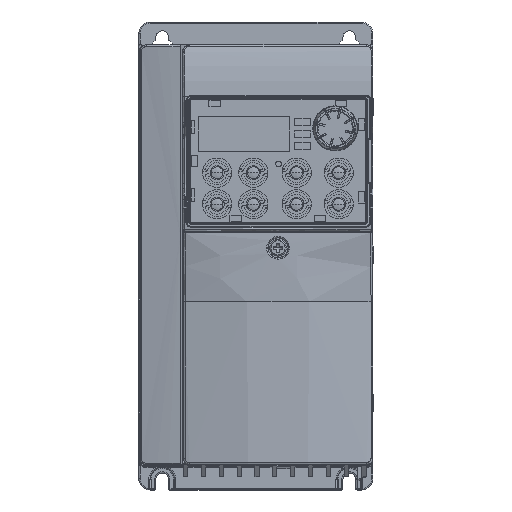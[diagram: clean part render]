
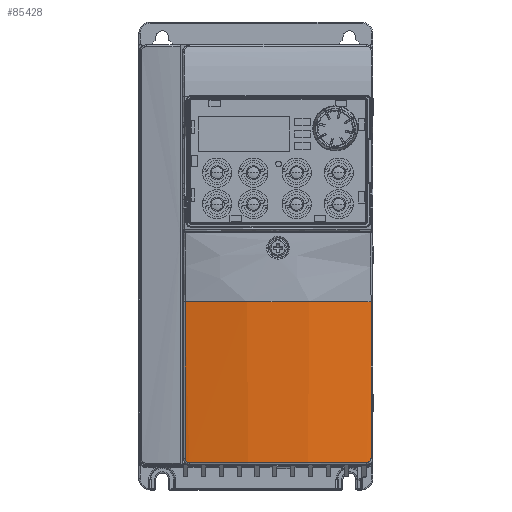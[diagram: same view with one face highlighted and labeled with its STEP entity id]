
A CAD part, top view. The second image highlights one B-rep face of the part: STEP entity #85428.
In plain terms, the highlighted cylindrical face has radius 168.556 mm (diameter 337.112 mm), a partial arc.
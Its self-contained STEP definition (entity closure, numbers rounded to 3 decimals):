
#2296 = AXIS2_PLACEMENT_3D ( 'NONE', #112095, #94731, #27169 ) ;
#3580 = CARTESIAN_POINT ( 'NONE',  ( -30.236, 13.25, 135.374 ) ) ;
#4298 = EDGE_LOOP ( 'NONE', ( #81302, #205935, #7233, #104271, #157748, #175577 ) ) ;
#7233 = ORIENTED_EDGE ( 'NONE', *, *, #111509, .F. ) ;
#11731 = CARTESIAN_POINT ( 'NONE',  ( 49.021, 12.371, 135.426 ) ) ;
#22092 = CARTESIAN_POINT ( 'NONE',  ( -30.236, 13.25, 135.374 ) ) ;
#26726 = LINE ( 'NONE', #81154, #183477 ) ;
#27169 = DIRECTION ( 'NONE',  ( 1., 0., 0. ) ) ;
#28094 = CARTESIAN_POINT ( 'NONE',  ( 48.369, 11.718, 135.582 ) ) ;
#30225 = CARTESIAN_POINT ( 'NONE',  ( 47.934, 11.54, 135.685 ) ) ;
#32353 = EDGE_CURVE ( 'NONE', #202911, #192011, #214664, .T. ) ;
#42078 = B_SPLINE_CURVE_WITH_KNOTS ( 'NONE', 3,
 ( #141915, #46986, #126629, #113443, #109173, #59082, #77566, #196377, #111313, #127698 ),
 .UNSPECIFIED., .F., .F.,
 ( 4, 2, 2, 2, 4 ),
 ( 0., 0.25, 0.5, 0.75, 1. ),
 .UNSPECIFIED. ) ;
#45266 = CARTESIAN_POINT ( 'NONE',  ( -28.475, 11.5, 135.791 ) ) ;
#45370 = EDGE_CURVE ( 'NONE', #148794, #111632, #80710, .T. ) ;
#46986 = CARTESIAN_POINT ( 'NONE',  ( 42.739, 80.25, 136.95 ) ) ;
#47366 = DIRECTION ( 'NONE',  ( 0., -1., 0. ) ) ;
#50521 = CARTESIAN_POINT ( 'NONE',  ( -29.369, 11.718, 135.582 ) ) ;
#53825 = VERTEX_POINT ( 'NONE', #202017 ) ;
#59082 = CARTESIAN_POINT ( 'NONE',  ( 2.814, 80.25, 140.125 ) ) ;
#61525 = EDGE_CURVE ( 'NONE', #53825, #111632, #42078, .T. ) ;
#64373 = DIRECTION ( 'NONE',  ( 0., 1., 0. ) ) ;
#66523 = CARTESIAN_POINT ( 'NONE',  ( -30.236, 13.25, 135.374 ) ) ;
#73204 = VERTEX_POINT ( 'NONE', #215604 ) ;
#77566 = CARTESIAN_POINT ( 'NONE',  ( -3.871, 80.25, 139.727 ) ) ;
#80710 = LINE ( 'NONE', #66523, #99306 ) ;
#81154 = CARTESIAN_POINT ( 'NONE',  ( 49.236, 80.25, 135.374 ) ) ;
#81302 = ORIENTED_EDGE ( 'NONE', *, *, #170533, .F. ) ;
#85372 = CARTESIAN_POINT ( 'NONE',  ( -28.933, 11.54, 135.685 ) ) ;
#85428 = ADVANCED_FACE ( 'NONE', ( #95790 ), #126368, .T. ) ;
#94731 = DIRECTION ( 'NONE',  ( 0., -1., 0. ) ) ;
#95658 = CARTESIAN_POINT ( 'NONE',  ( 49.236, 13.25, 135.374 ) ) ;
#95790 = FACE_OUTER_BOUND ( 'NONE', #4298, .T. ) ;
#99306 = VECTOR ( 'NONE', #64373, 1000. ) ;
#100672 = CARTESIAN_POINT ( 'NONE',  ( -28.632, 11.5, 135.755 ) ) ;
#104271 = ORIENTED_EDGE ( 'NONE', *, *, #177518, .F. ) ;
#109173 = CARTESIAN_POINT ( 'NONE',  ( 16.186, 80.25, 140.125 ) ) ;
#110918 = CARTESIAN_POINT ( 'NONE',  ( 47.632, 11.5, 135.755 ) ) ;
#111313 = CARTESIAN_POINT ( 'NONE',  ( -23.739, 80.25, 136.95 ) ) ;
#111509 = EDGE_CURVE ( 'NONE', #73204, #202911, #151549, .T. ) ;
#111632 = VERTEX_POINT ( 'NONE', #117363 ) ;
#112095 = CARTESIAN_POINT ( 'NONE',  ( 9.5, 10.25, -28.431 ) ) ;
#113443 = CARTESIAN_POINT ( 'NONE',  ( 22.871, 80.25, 139.727 ) ) ;
#114121 = CARTESIAN_POINT ( 'NONE',  ( 49.197, 12.8, 135.384 ) ) ;
#117363 = CARTESIAN_POINT ( 'NONE',  ( -30.236, 80.25, 135.374 ) ) ;
#120293 = B_SPLINE_CURVE_WITH_KNOTS ( 'NONE', 3,
 ( #200986, #100672, #85372, #50521, #215243, #166101, #184615, #183541, #3580 ),
 .UNSPECIFIED., .F., .F.,
 ( 4, 1, 1, 1, 1, 1, 4 ),
 ( 0., 0.167, 0.333, 0.5, 0.667, 0.833, 1. ),
 .UNSPECIFIED. ) ;
#126368 = CYLINDRICAL_SURFACE ( 'NONE', #2296, 168.556 ) ;
#126629 = CARTESIAN_POINT ( 'NONE',  ( 36.148, 80.25, 138.14 ) ) ;
#127698 = CARTESIAN_POINT ( 'NONE',  ( -30.236, 80.25, 135.374 ) ) ;
#134771 = AXIS2_PLACEMENT_3D ( 'NONE', #138827, #205366, #189009 ) ;
#138827 = CARTESIAN_POINT ( 'NONE',  ( 9.5, 11.5, -28.431 ) ) ;
#141915 = CARTESIAN_POINT ( 'NONE',  ( 49.236, 80.25, 135.374 ) ) ;
#148794 = VERTEX_POINT ( 'NONE', #22092 ) ;
#151549 = B_SPLINE_CURVE_WITH_KNOTS ( 'NONE', 3,
 ( #95658, #213450, #114121, #11731, #215617, #28094, #30225, #110918, #180685 ),
 .UNSPECIFIED., .F., .F.,
 ( 4, 1, 1, 1, 1, 1, 4 ),
 ( 0., 0.167, 0.333, 0.5, 0.667, 0.833, 1. ),
 .UNSPECIFIED. ) ;
#157748 = ORIENTED_EDGE ( 'NONE', *, *, #61525, .T. ) ;
#166101 = CARTESIAN_POINT ( 'NONE',  ( -30.021, 12.371, 135.426 ) ) ;
#170533 = EDGE_CURVE ( 'NONE', #192011, #148794, #120293, .T. ) ;
#175577 = ORIENTED_EDGE ( 'NONE', *, *, #45370, .F. ) ;
#177518 = EDGE_CURVE ( 'NONE', #53825, #73204, #26726, .T. ) ;
#180685 = CARTESIAN_POINT ( 'NONE',  ( 47.475, 11.5, 135.791 ) ) ;
#183477 = VECTOR ( 'NONE', #47366, 1000. ) ;
#183541 = CARTESIAN_POINT ( 'NONE',  ( -30.236, 13.097, 135.374 ) ) ;
#184615 = CARTESIAN_POINT ( 'NONE',  ( -30.197, 12.8, 135.384 ) ) ;
#189009 = DIRECTION ( 'NONE',  ( 0.225, 0., 0.974 ) ) ;
#192011 = VERTEX_POINT ( 'NONE', #45266 ) ;
#196377 = CARTESIAN_POINT ( 'NONE',  ( -17.148, 80.25, 138.14 ) ) ;
#200986 = CARTESIAN_POINT ( 'NONE',  ( -28.475, 11.5, 135.791 ) ) ;
#202017 = CARTESIAN_POINT ( 'NONE',  ( 49.236, 80.25, 135.374 ) ) ;
#202911 = VERTEX_POINT ( 'NONE', #210310 ) ;
#205366 = DIRECTION ( 'NONE',  ( 0., -1., 0. ) ) ;
#205935 = ORIENTED_EDGE ( 'NONE', *, *, #32353, .F. ) ;
#210310 = CARTESIAN_POINT ( 'NONE',  ( 47.475, 11.5, 135.791 ) ) ;
#213450 = CARTESIAN_POINT ( 'NONE',  ( 49.236, 13.097, 135.374 ) ) ;
#214664 = CIRCLE ( 'NONE', #134771, 168.556 ) ;
#215243 = CARTESIAN_POINT ( 'NONE',  ( -29.739, 12.003, 135.494 ) ) ;
#215604 = CARTESIAN_POINT ( 'NONE',  ( 49.236, 13.25, 135.374 ) ) ;
#215617 = CARTESIAN_POINT ( 'NONE',  ( 48.739, 12.003, 135.494 ) ) ;
